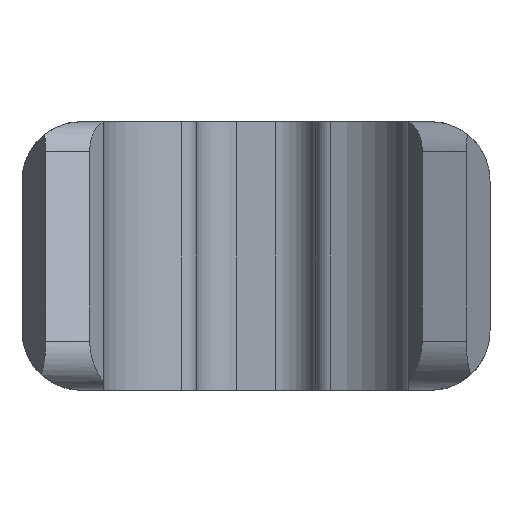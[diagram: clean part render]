
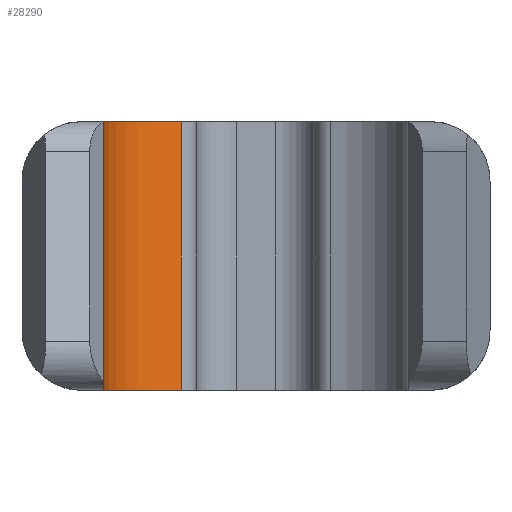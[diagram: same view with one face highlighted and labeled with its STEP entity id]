
A CAD part, front view. The second image highlights one B-rep face of the part: STEP entity #28290.
In plain terms, the highlighted cylindrical face has radius 1.3 mm (diameter 2.6 mm), a partial arc.
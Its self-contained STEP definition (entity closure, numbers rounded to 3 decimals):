
#10048=DIRECTION('',(0.,0.,1.));
#10049=VECTOR('',#10048,3.39);
#10050=CARTESIAN_POINT('',(-1.925,8.606,-1.695));
#10051=LINE('',#10050,#10049);
#10062=DIRECTION('',(0.,0.,-1.));
#10063=VECTOR('',#10062,3.39);
#10064=CARTESIAN_POINT('',(-0.94,9.867,1.695));
#10065=LINE('',#10064,#10063);
#10066=CARTESIAN_POINT('',(-0.625,8.606,-1.695));
#10067=DIRECTION('',(0.,0.,1.));
#10068=DIRECTION('',(-0.242,0.97,0.));
#10069=AXIS2_PLACEMENT_3D('',#10066,#10067,#10068);
#10071=CARTESIAN_POINT('',(-0.625,8.606,1.695));
#10072=DIRECTION('',(0.,0.,-1.));
#10073=DIRECTION('',(-1.,0.,0.));
#10074=AXIS2_PLACEMENT_3D('',#10071,#10072,#10073);
#10326=CARTESIAN_POINT('',(-1.925,8.606,-1.695));
#10327=CARTESIAN_POINT('',(-1.925,8.606,1.695));
#10328=VERTEX_POINT('',#10326);
#10329=VERTEX_POINT('',#10327);
#10351=CARTESIAN_POINT('',(-0.94,9.867,-1.695));
#10353=VERTEX_POINT('',#10351);
#10354=CARTESIAN_POINT('',(-0.94,9.867,1.695));
#10355=VERTEX_POINT('',#10354);
#28278=CARTESIAN_POINT('',(-0.625,8.606,-7.135));
#28279=DIRECTION('',(0.,0.,1.));
#28280=DIRECTION('',(-0.096,0.995,0.));
#28281=AXIS2_PLACEMENT_3D('',#28278,#28279,#28280);
#28282=CYLINDRICAL_SURFACE('',#28281,1.3);
#28284=ORIENTED_EDGE('',*,*,#28283,.T.);
#28285=ORIENTED_EDGE('',*,*,#24684,.T.);
#28286=ORIENTED_EDGE('',*,*,#28269,.T.);
#28287=ORIENTED_EDGE('',*,*,#14810,.T.);
#28288=EDGE_LOOP('',(#28284,#28285,#28286,#28287));
#28289=FACE_OUTER_BOUND('',#28288,.F.);
#28290=ADVANCED_FACE('',(#28289),#28282,.F.);
#10070=CIRCLE('',#10069,1.3);
#10075=CIRCLE('',#10074,1.3);
#14810=EDGE_CURVE('',#10329,#10355,#10075,.T.);
#24684=EDGE_CURVE('',#10353,#10328,#10070,.T.);
#28269=EDGE_CURVE('',#10328,#10329,#10051,.T.);
#28283=EDGE_CURVE('',#10355,#10353,#10065,.T.);
